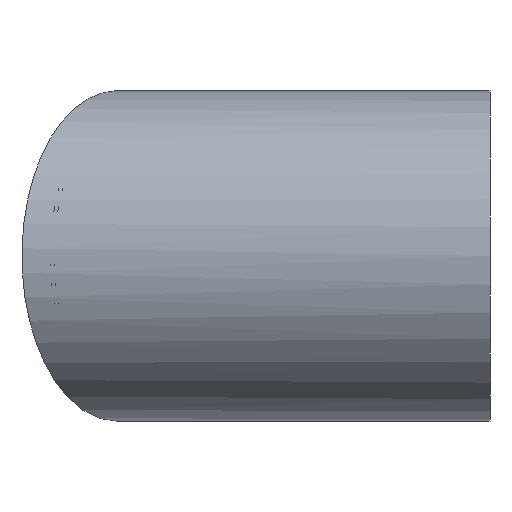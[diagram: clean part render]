
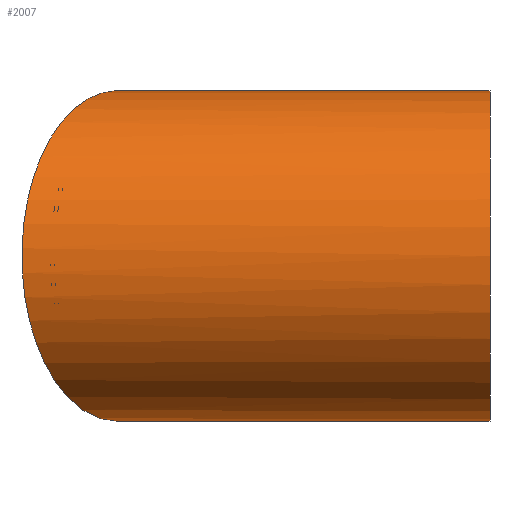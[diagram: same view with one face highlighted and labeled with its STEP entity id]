
A CAD part, left-side view. The second image highlights one B-rep face of the part: STEP entity #2007.
In plain terms, the highlighted cylindrical face has radius 90 mm (diameter 180 mm), a full revolution.
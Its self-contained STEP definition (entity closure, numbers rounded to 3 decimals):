
#2007 = ADVANCED_FACE( '', ( #4338, #4339 ), #4340, .T. );
#4338 = FACE_OUTER_BOUND( '', #6672, .T. );
#4339 = FACE_OUTER_BOUND( '', #6673, .T. );
#4340 = CYLINDRICAL_SURFACE( '', #6674, 90. );
#6672 = EDGE_LOOP( '', ( #13157 ) );
#6673 = EDGE_LOOP( '', ( #13158 ) );
#6674 = AXIS2_PLACEMENT_3D( '', #13159, #13160, #13161 );
#13157 = ORIENTED_EDGE( '', *, *, #15585, .T. );
#13158 = ORIENTED_EDGE( '', *, *, #14315, .F. );
#13159 = CARTESIAN_POINT( '', ( 0., 0., 0. ) );
#13160 = DIRECTION( '', ( 0., 1., 0. ) );
#13161 = DIRECTION( '', ( 0., 0., -1. ) );
#14315 = EDGE_CURVE( '', #17640, #17640, #17641, .T. );
#15585 = EDGE_CURVE( '', #19492, #19492, #19493, .F. );
#17640 = VERTEX_POINT( '', #22352 );
#17641 = CIRCLE( '', #22353, 90. );
#19492 = VERTEX_POINT( '', #25195 );
#19493 = ELLIPSE( '', #25196, 103.923, 90. );
#22352 = CARTESIAN_POINT( '', ( 0., 0., -90. ) );
#22353 = AXIS2_PLACEMENT_3D( '', #26625, #26626, #26627 );
#25195 = CARTESIAN_POINT( '', ( 90., 151.039, 0. ) );
#25196 = AXIS2_PLACEMENT_3D( '', #27622, #27623, #27624 );
#26625 = CARTESIAN_POINT( '', ( 0., 0., 0. ) );
#26626 = DIRECTION( '', ( 0., -1., 0. ) );
#26627 = DIRECTION( '', ( 0., 0., -1. ) );
#27622 = CARTESIAN_POINT( '', ( 0., 203.001, 0. ) );
#27623 = DIRECTION( '', ( 0.5, 0.866, 0. ) );
#27624 = DIRECTION( '', ( 0.866, -0.5, 0. ) );
